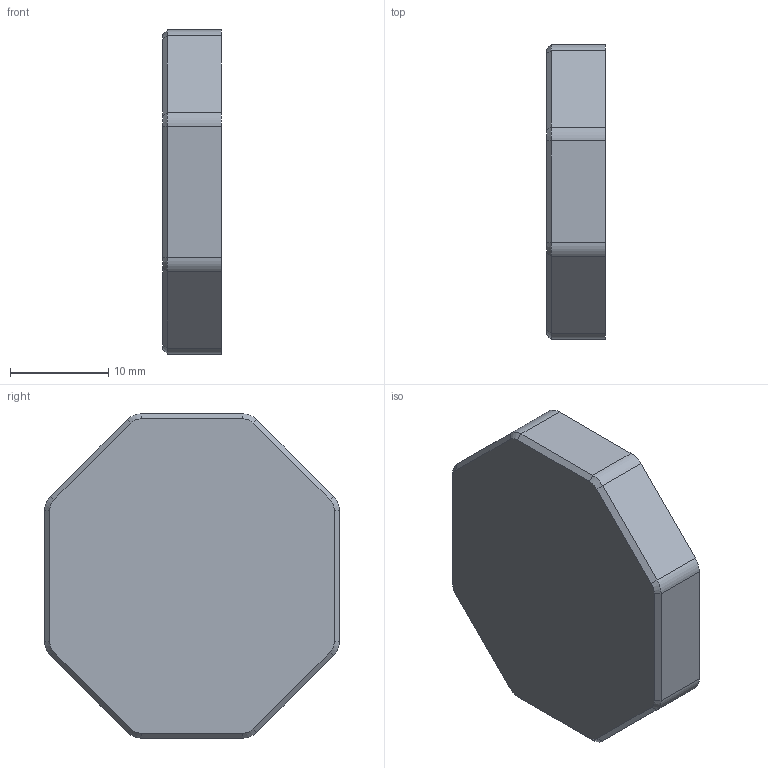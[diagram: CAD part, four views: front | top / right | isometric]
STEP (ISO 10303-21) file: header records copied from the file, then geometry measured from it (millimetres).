
FILE_DESCRIPTION(/* description */ (''),/* implementation_level */ '2;1');
FILE_NAME(/* name */ '02_51__XP__PTFE_Hole_Cover____V1.0.step',/* time_stamp */ '2025-04-03T11:24:11+02:00',/* author */ (''),/* organization */ (''),/* preprocessor_version */ 'ST-DEVELOPER v20.1',/* originating_system */ 'Autodesk Translation Framework v14.4.0.0',/* authorisation */ '');
FILE_SCHEMA (('AUTOMOTIVE_DESIGN { 1 0 10303 214 3 1 1 }'));
Length unit declared in the file: millimetre
Products named in the file (1): 02_51__XP__PTFE_Hole_Cover____V1.0
Bounding box: 6 x 30 x 33 mm (x, y, z)
Volume: 4914.4 mm3; surface area: 2311.9 mm2
Topology: 1 solids, 1 shells, 40 faces, 90 edges, 54 vertices
Faces by surface type: plane 20, cone 10, cylinder 10
Full cylindrical faces by diameter (mm): 2.1 x2
Entity records: 1140 total; most frequent: DIRECTION 202, CARTESIAN_POINT 185, ORIENTED_EDGE 180, EDGE_CURVE 90, AXIS2_PLACEMENT_3D 71, LINE 60, VECTOR 60, VERTEX_POINT 54
